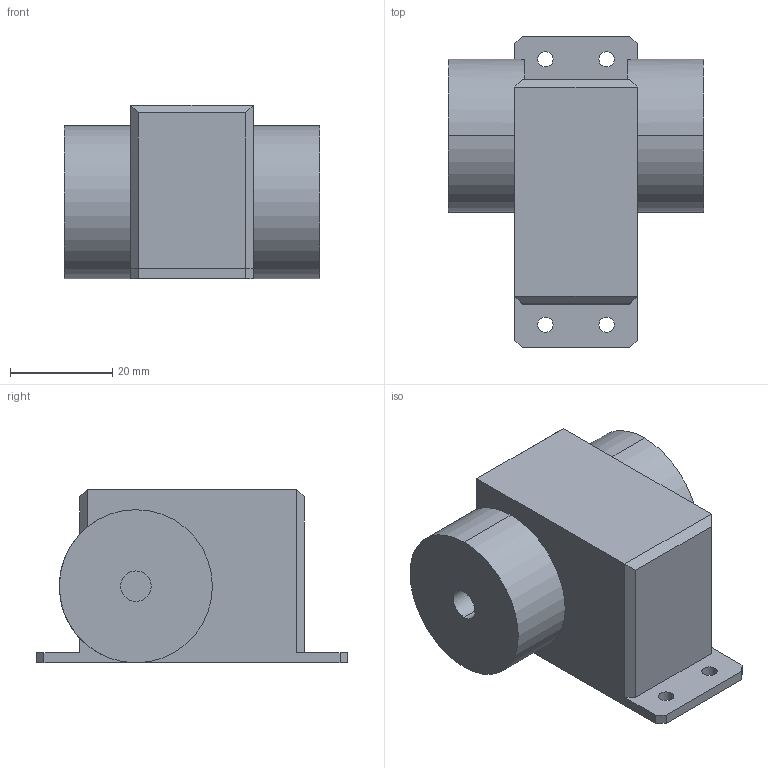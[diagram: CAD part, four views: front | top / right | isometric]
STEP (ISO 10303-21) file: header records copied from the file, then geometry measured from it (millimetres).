
FILE_DESCRIPTION (( 'STEP AP203' ), '1' );
FILE_NAME ('wrist_2nd_joint_Default_sldprt.STEP', '2022-04-16T10:25:22', ( '' ), ( '' ), 'SwSTEP 2.0', 'SolidWorks 2019', '' );
FILE_SCHEMA (( 'CONFIG_CONTROL_DESIGN' ));
Length unit declared in the file: millimetre
Products named in the file (1): wrist_2nd_joint_Default_sldprt
Bounding box: 50 x 61 x 34 mm (x, y, z)
Volume: 28781.6 mm3; surface area: 14522.5 mm2
Topology: 1 solids, 1 shells, 49 faces, 124 edges, 80 vertices
Faces by surface type: plane 33, cylinder 16
Entity records: 1563 total; most frequent: CARTESIAN_POINT 260, DIRECTION 258, ORIENTED_EDGE 248, EDGE_CURVE 124, AXIS2_PLACEMENT_3D 86, VECTOR 86, LINE 86, VERTEX_POINT 80
